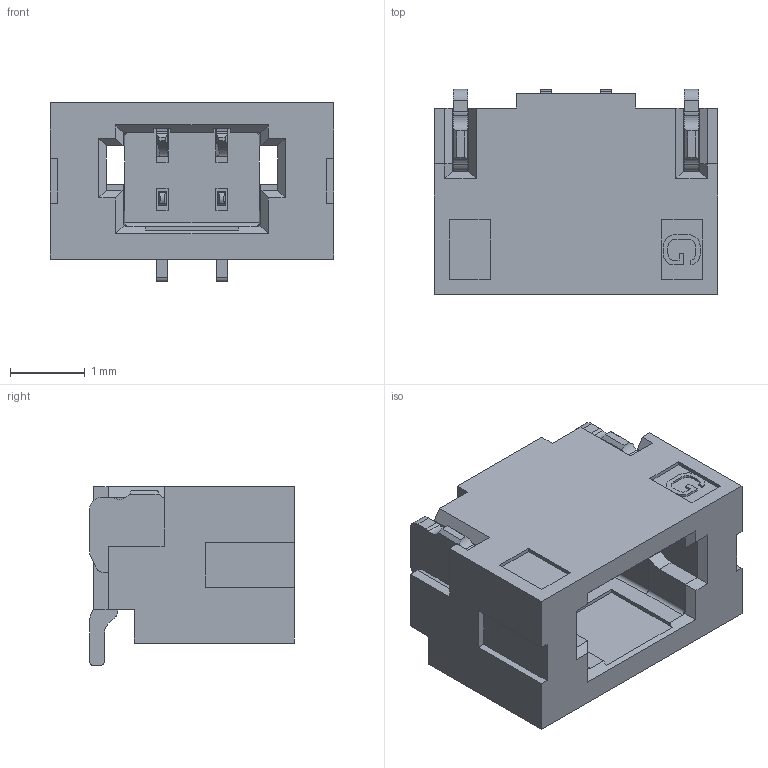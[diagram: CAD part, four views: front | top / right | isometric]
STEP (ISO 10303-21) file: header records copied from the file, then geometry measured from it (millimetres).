
FILE_DESCRIPTION((''),'2;1');
FILE_NAME('10144042-02','2019-09-20T',('APSawant'),('AFCI'),'CREO PARAMETRIC BY PTC INC, 2016130','CREO PARAMETRIC BY PTC INC, 2016130','');
FILE_SCHEMA(('CONFIG_CONTROL_DESIGN'));
Length unit declared in the file: millimetre
Products named in the file (1): 10144042-02
Bounding box: 3.8 x 2.75 x 2.4 mm (x, y, z)
Volume: 14.5 mm3; surface area: 74.4 mm2
Topology: 1 solids, 1 shells, 359 faces, 1032 edges, 672 vertices
Faces by surface type: plane 292, cylinder 67
Entity records: 11729 total; most frequent: CARTESIAN_POINT 2266, ORIENTED_EDGE 2064, DIRECTION 1810, EDGE_CURVE 1032, VECTOR 872, LINE 872, VERTEX_POINT 672, AXIS2_PLACEMENT_3D 469
